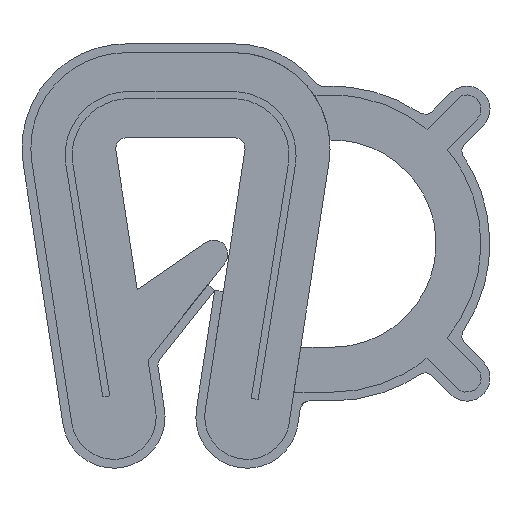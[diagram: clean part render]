
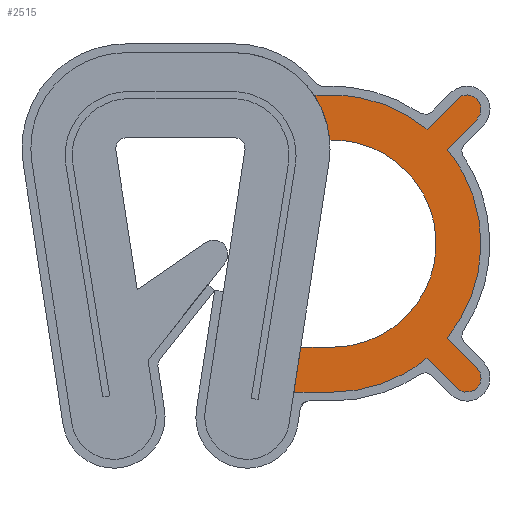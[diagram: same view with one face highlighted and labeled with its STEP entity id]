
A CAD part, front view. The second image highlights one B-rep face of the part: STEP entity #2515.
In plain terms, the highlighted free-form (B-spline) face has degree [1, 1] with [2, 2] control points.
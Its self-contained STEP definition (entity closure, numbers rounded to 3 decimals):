
#2330=CARTESIAN_POINT('',(2.943,0.0,-1.025));
#2331=CARTESIAN_POINT('',(8.769,0.0,-1.025));
#2332=CARTESIAN_POINT('',(2.943,0.0,-10.274));
#2333=CARTESIAN_POINT('',(8.769,0.0,-10.274));
#2334=B_SPLINE_SURFACE_WITH_KNOTS('',1,1,((#2330,#2332),(#2331,#2333)),.UNSPECIFIED.,.F.,.F.,.U.,(2,2),(2,2),(0.0,5.826),(0.0,9.249),.UNSPECIFIED.);
#2335=CARTESIAN_POINT('',(6.974,0.0,-8.889));
#2336=VERTEX_POINT('',#2335);
#2337=CARTESIAN_POINT('',(7.822,0.0,-9.737));
#2338=VERTEX_POINT('',#2337);
#2339=CARTESIAN_POINT('',(6.974,0.0,-8.889));
#2340=CARTESIAN_POINT('',(7.822,0.0,-9.737));
#2341=QUASI_UNIFORM_CURVE('',1,(#2339,#2340),.UNSPECIFIED.,.F.,.U.);
#2342=EDGE_CURVE('',#2336,#2338,#2341,.T.);
#2343=ORIENTED_EDGE('',*,*,#2342,.T.);
#2344=CARTESIAN_POINT('',(8.388,0.0,-9.171));
#2345=VERTEX_POINT('',#2344);
#2346=CARTESIAN_POINT('',(7.822,0.0,-9.737));
#2347=CARTESIAN_POINT('',(7.985,0.0,-9.9));
#2348=CARTESIAN_POINT('',(8.208,0.0,-9.841));
#2349=CARTESIAN_POINT('',(8.431,0.0,-9.781));
#2350=CARTESIAN_POINT('',(8.491,0.0,-9.558));
#2351=CARTESIAN_POINT('',(8.551,0.0,-9.335));
#2352=CARTESIAN_POINT('',(8.388,0.0,-9.171));
#2360=(BOUNDED_CURVE()B_SPLINE_CURVE(2,(#2346,#2347,#2348,#2349,#2350,#2351,#2352),.UNSPECIFIED.,.F.,.U.)B_SPLINE_CURVE_WITH_KNOTS((3,2,2,3),(0.0,0.333,0.667,1.0),.UNSPECIFIED.)CURVE()GEOMETRIC_REPRESENTATION_ITEM()RATIONAL_B_SPLINE_CURVE((1.0,0.866,1.0,0.866,1.0,0.866,1.0))REPRESENTATION_ITEM(''));
#2361=EDGE_CURVE('',#2338,#2345,#2360,.T.);
#2362=ORIENTED_EDGE('',*,*,#2361,.T.);
#2363=CARTESIAN_POINT('',(7.539,0.0,-8.323));
#2364=VERTEX_POINT('',#2363);
#2365=CARTESIAN_POINT('',(8.388,0.0,-9.171));
#2366=CARTESIAN_POINT('',(7.539,0.0,-8.323));
#2367=QUASI_UNIFORM_CURVE('',1,(#2365,#2366),.UNSPECIFIED.,.F.,.U.);
#2368=EDGE_CURVE('',#2345,#2364,#2367,.T.);
#2369=ORIENTED_EDGE('',*,*,#2368,.T.);
#2370=CARTESIAN_POINT('',(7.539,0.0,-2.976));
#2371=VERTEX_POINT('',#2370);
#2372=CARTESIAN_POINT('',(7.539,0.0,-8.323));
#2373=CARTESIAN_POINT('',(9.746,0.0,-5.649));
#2374=CARTESIAN_POINT('',(7.539,0.0,-2.976));
#2382=(BOUNDED_CURVE()B_SPLINE_CURVE(2,(#2372,#2373,#2374),.UNSPECIFIED.,.F.,.U.)CURVE()GEOMETRIC_REPRESENTATION_ITEM()QUASI_UNIFORM_CURVE()RATIONAL_B_SPLINE_CURVE((1.0,0.771,1.0))REPRESENTATION_ITEM(''));
#2383=EDGE_CURVE('',#2364,#2371,#2382,.T.);
#2384=ORIENTED_EDGE('',*,*,#2383,.T.);
#2385=CARTESIAN_POINT('',(8.388,0.0,-2.127));
#2386=VERTEX_POINT('',#2385);
#2387=CARTESIAN_POINT('',(7.539,0.0,-2.976));
#2388=CARTESIAN_POINT('',(8.388,0.0,-2.127));
#2389=QUASI_UNIFORM_CURVE('',1,(#2387,#2388),.UNSPECIFIED.,.F.,.U.);
#2390=EDGE_CURVE('',#2371,#2386,#2389,.T.);
#2391=ORIENTED_EDGE('',*,*,#2390,.T.);
#2392=CARTESIAN_POINT('',(7.822,0.0,-1.562));
#2393=VERTEX_POINT('',#2392);
#2394=CARTESIAN_POINT('',(8.388,0.0,-2.127));
#2395=CARTESIAN_POINT('',(8.551,0.0,-1.964));
#2396=CARTESIAN_POINT('',(8.491,0.0,-1.741));
#2397=CARTESIAN_POINT('',(8.431,0.0,-1.518));
#2398=CARTESIAN_POINT('',(8.208,0.0,-1.458));
#2399=CARTESIAN_POINT('',(7.985,0.0,-1.398));
#2400=CARTESIAN_POINT('',(7.822,0.0,-1.562));
#2408=(BOUNDED_CURVE()B_SPLINE_CURVE(2,(#2394,#2395,#2396,#2397,#2398,#2399,#2400),.UNSPECIFIED.,.F.,.U.)B_SPLINE_CURVE_WITH_KNOTS((3,2,2,3),(0.0,0.333,0.667,1.0),.UNSPECIFIED.)CURVE()GEOMETRIC_REPRESENTATION_ITEM()RATIONAL_B_SPLINE_CURVE((1.0,0.866,1.0,0.866,1.0,0.866,1.0))REPRESENTATION_ITEM(''));
#2409=EDGE_CURVE('',#2386,#2393,#2408,.T.);
#2410=ORIENTED_EDGE('',*,*,#2409,.T.);
#2411=CARTESIAN_POINT('',(6.974,0.0,-2.41));
#2412=VERTEX_POINT('',#2411);
#2413=CARTESIAN_POINT('',(7.822,0.0,-1.562));
#2414=CARTESIAN_POINT('',(6.974,0.0,-2.41));
#2415=QUASI_UNIFORM_CURVE('',1,(#2413,#2414),.UNSPECIFIED.,.F.,.U.);
#2416=EDGE_CURVE('',#2393,#2412,#2415,.T.);
#2417=ORIENTED_EDGE('',*,*,#2416,.T.);
#2418=CARTESIAN_POINT('',(4.3,0.0,-1.449));
#2419=VERTEX_POINT('',#2418);
#2420=CARTESIAN_POINT('',(6.974,0.0,-2.41));
#2421=CARTESIAN_POINT('',(5.809,0.0,-1.449));
#2422=CARTESIAN_POINT('',(4.3,0.0,-1.449));
#2430=(BOUNDED_CURVE()B_SPLINE_CURVE(2,(#2420,#2421,#2422),.UNSPECIFIED.,.F.,.U.)CURVE()GEOMETRIC_REPRESENTATION_ITEM()QUASI_UNIFORM_CURVE()RATIONAL_B_SPLINE_CURVE((1.0,0.941,1.0))REPRESENTATION_ITEM(''));
#2431=EDGE_CURVE('',#2412,#2419,#2430,.T.);
#2432=ORIENTED_EDGE('',*,*,#2431,.T.);
#2433=CARTESIAN_POINT('',(3.776,0.0,-1.449));
#2434=VERTEX_POINT('',#2433);
#2435=CARTESIAN_POINT('',(4.3,0.0,-1.449));
#2436=CARTESIAN_POINT('',(3.776,0.0,-1.449));
#2437=QUASI_UNIFORM_CURVE('',1,(#2435,#2436),.UNSPECIFIED.,.F.,.U.);
#2438=EDGE_CURVE('',#2419,#2434,#2437,.T.);
#2439=ORIENTED_EDGE('',*,*,#2438,.T.);
#2440=CARTESIAN_POINT('',(4.221,0.0,-2.72));
#2441=VERTEX_POINT('',#2440);
#2442=CARTESIAN_POINT('',(4.221,0.0,-2.72));
#2443=CARTESIAN_POINT('',(4.162,0.0,-2.027));
#2444=CARTESIAN_POINT('',(3.776,0.0,-1.449));
#2452=(BOUNDED_CURVE()B_SPLINE_CURVE(2,(#2442,#2443,#2444),.UNSPECIFIED.,.F.,.U.)CURVE()GEOMETRIC_REPRESENTATION_ITEM()QUASI_UNIFORM_CURVE()RATIONAL_B_SPLINE_CURVE((1.0,0.968,1.0))REPRESENTATION_ITEM(''));
#2453=EDGE_CURVE('',#2441,#2434,#2452,.T.);
#2454=ORIENTED_EDGE('',*,*,#2453,.F.);
#2455=CARTESIAN_POINT('',(4.3,0.0,-2.72));
#2456=VERTEX_POINT('',#2455);
#2457=CARTESIAN_POINT('',(4.221,0.0,-2.72));
#2458=CARTESIAN_POINT('',(4.3,0.0,-2.72));
#2459=QUASI_UNIFORM_CURVE('',1,(#2457,#2458),.UNSPECIFIED.,.F.,.U.);
#2460=EDGE_CURVE('',#2441,#2456,#2459,.T.);
#2461=ORIENTED_EDGE('',*,*,#2460,.T.);
#2462=CARTESIAN_POINT('',(4.3,0.0,-8.578));
#2463=VERTEX_POINT('',#2462);
#2464=CARTESIAN_POINT('',(4.3,0.0,-8.578));
#2465=CARTESIAN_POINT('',(7.229,0.0,-8.578));
#2466=CARTESIAN_POINT('',(7.229,0.0,-5.649));
#2467=CARTESIAN_POINT('',(7.229,0.0,-2.72));
#2468=CARTESIAN_POINT('',(4.3,0.0,-2.72));
#2476=(BOUNDED_CURVE()B_SPLINE_CURVE(2,(#2464,#2465,#2466,#2467,#2468),.UNSPECIFIED.,.F.,.U.)B_SPLINE_CURVE_WITH_KNOTS((3,2,3),(0.0,0.5,1.0),.UNSPECIFIED.)CURVE()GEOMETRIC_REPRESENTATION_ITEM()RATIONAL_B_SPLINE_CURVE((1.0,0.707,1.0,0.707,1.0))REPRESENTATION_ITEM(''));
#2477=EDGE_CURVE('',#2463,#2456,#2476,.T.);
#2478=ORIENTED_EDGE('',*,*,#2477,.F.);
#2479=CARTESIAN_POINT('',(3.402,0.0,-8.578));
#2480=VERTEX_POINT('',#2479);
#2481=CARTESIAN_POINT('',(4.3,0.0,-8.578));
#2482=CARTESIAN_POINT('',(3.402,0.0,-8.578));
#2483=QUASI_UNIFORM_CURVE('',1,(#2481,#2482),.UNSPECIFIED.,.F.,.U.);
#2484=EDGE_CURVE('',#2463,#2480,#2483,.T.);
#2485=ORIENTED_EDGE('',*,*,#2484,.T.);
#2486=CARTESIAN_POINT('',(3.207,0.0,-9.849));
#2487=VERTEX_POINT('',#2486);
#2488=CARTESIAN_POINT('',(3.402,0.0,-8.578));
#2489=CARTESIAN_POINT('',(3.207,0.0,-9.849));
#2490=QUASI_UNIFORM_CURVE('',1,(#2488,#2489),.UNSPECIFIED.,.F.,.U.);
#2491=EDGE_CURVE('',#2480,#2487,#2490,.T.);
#2492=ORIENTED_EDGE('',*,*,#2491,.T.);
#2493=CARTESIAN_POINT('',(4.3,0.0,-9.849));
#2494=VERTEX_POINT('',#2493);
#2495=CARTESIAN_POINT('',(3.207,0.0,-9.849));
#2496=CARTESIAN_POINT('',(4.3,0.0,-9.849));
#2497=QUASI_UNIFORM_CURVE('',1,(#2495,#2496),.UNSPECIFIED.,.F.,.U.);
#2498=EDGE_CURVE('',#2487,#2494,#2497,.T.);
#2499=ORIENTED_EDGE('',*,*,#2498,.T.);
#2500=CARTESIAN_POINT('',(4.3,0.0,-9.849));
#2501=CARTESIAN_POINT('',(5.809,0.0,-9.849));
#2502=CARTESIAN_POINT('',(6.974,0.0,-8.889));
#2510=(BOUNDED_CURVE()B_SPLINE_CURVE(2,(#2500,#2501,#2502),.UNSPECIFIED.,.F.,.U.)CURVE()GEOMETRIC_REPRESENTATION_ITEM()QUASI_UNIFORM_CURVE()RATIONAL_B_SPLINE_CURVE((1.0,0.941,1.0))REPRESENTATION_ITEM(''));
#2511=EDGE_CURVE('',#2494,#2336,#2510,.T.);
#2512=ORIENTED_EDGE('',*,*,#2511,.T.);
#2513=EDGE_LOOP('',(#2343,#2362,#2369,#2384,#2391,#2410,#2417,#2432,#2439,#2454,#2461,#2478,#2485,#2492,#2499,#2512));
#2514=FACE_OUTER_BOUND('',#2513,.T.);
#2515=ADVANCED_FACE('',(#2514),#2334,.F.);
